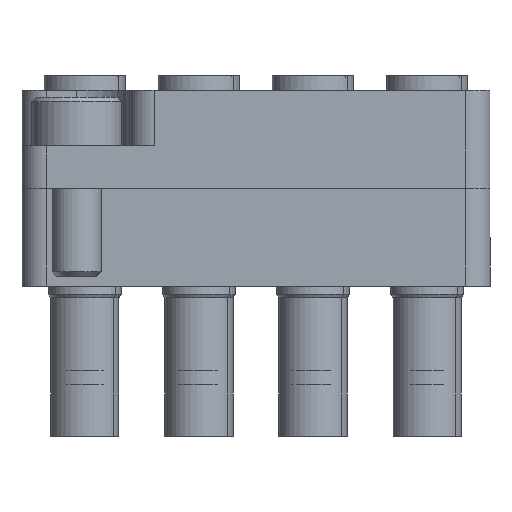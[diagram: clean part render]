
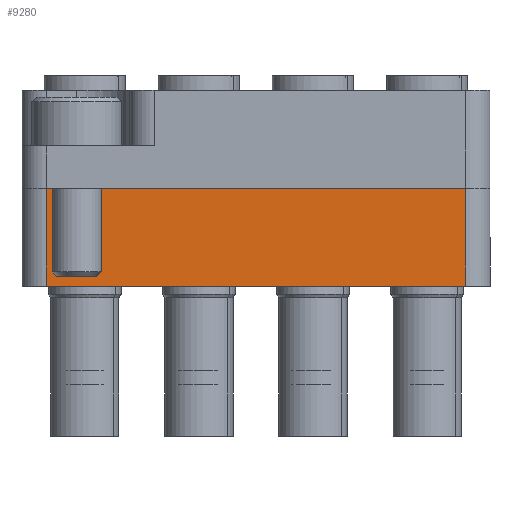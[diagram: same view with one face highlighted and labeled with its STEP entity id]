
A CAD part, front view. The second image highlights one B-rep face of the part: STEP entity #9280.
In plain terms, the highlighted face is planar.
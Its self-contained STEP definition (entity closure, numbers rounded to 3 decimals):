
#585 = CARTESIAN_POINT ( 'NONE',  ( 22., -6., 12.85 ) ) ;
#2296 = PLANE ( 'NONE',  #11955 ) ;
#2448 = ORIENTED_EDGE ( 'NONE', *, *, #4754, .T. ) ;
#2456 = DIRECTION ( 'NONE',  ( 0., 0., 1. ) ) ;
#2599 = CARTESIAN_POINT ( 'NONE',  ( 22., 0., -12.85 ) ) ;
#2768 = CARTESIAN_POINT ( 'NONE',  ( 22., 0., 12.85 ) ) ;
#3547 = LINE ( 'NONE', #585, #4320 ) ;
#3640 = CARTESIAN_POINT ( 'NONE',  ( 22., 0., 14.35 ) ) ;
#4239 = EDGE_LOOP ( 'NONE', ( #7178, #18612, #18295, #2448 ) ) ;
#4292 = DIRECTION ( 'NONE',  ( 0., 1., 0. ) ) ;
#4320 = VECTOR ( 'NONE', #19597, 1000. ) ;
#4754 = EDGE_CURVE ( 'NONE', #16839, #19877, #3547, .T. ) ;
#5288 = LINE ( 'NONE', #7185, #13357 ) ;
#6375 = VECTOR ( 'NONE', #8180, 1000. ) ;
#6420 = EDGE_CURVE ( 'NONE', #18820, #19877, #5288, .T. ) ;
#7178 = ORIENTED_EDGE ( 'NONE', *, *, #6420, .F. ) ;
#7185 = CARTESIAN_POINT ( 'NONE',  ( 22., -6., 14.35 ) ) ;
#8180 = DIRECTION ( 'NONE',  ( 0., 0., 1. ) ) ;
#8645 = CARTESIAN_POINT ( 'NONE',  ( 22., 0., -12.85 ) ) ;
#9280 = ADVANCED_FACE ( 'NONE', ( #17939 ), #2296, .F. ) ;
#10106 = VECTOR ( 'NONE', #4292, 1000. ) ;
#11955 = AXIS2_PLACEMENT_3D ( 'NONE', #13522, #14775, #14876 ) ;
#13357 = VECTOR ( 'NONE', #2456, 1000. ) ;
#13522 = CARTESIAN_POINT ( 'NONE',  ( 22., -6., 14.35 ) ) ;
#14172 = VERTEX_POINT ( 'NONE', #8645 ) ;
#14775 = DIRECTION ( 'NONE',  ( -1., 0., 0. ) ) ;
#14876 = DIRECTION ( 'NONE',  ( 0., 0., 1. ) ) ;
#16136 = CARTESIAN_POINT ( 'NONE',  ( 22., -6., -12.85 ) ) ;
#16505 = EDGE_CURVE ( 'NONE', #18820, #14172, #16985, .T. ) ;
#16839 = VERTEX_POINT ( 'NONE', #2768 ) ;
#16985 = LINE ( 'NONE', #2599, #10106 ) ;
#17939 = FACE_OUTER_BOUND ( 'NONE', #4239, .T. ) ;
#18005 = LINE ( 'NONE', #3640, #6375 ) ;
#18295 = ORIENTED_EDGE ( 'NONE', *, *, #18813, .T. ) ;
#18612 = ORIENTED_EDGE ( 'NONE', *, *, #16505, .T. ) ;
#18813 = EDGE_CURVE ( 'NONE', #14172, #16839, #18005, .T. ) ;
#18820 = VERTEX_POINT ( 'NONE', #16136 ) ;
#19302 = CARTESIAN_POINT ( 'NONE',  ( 22., -6., 12.85 ) ) ;
#19597 = DIRECTION ( 'NONE',  ( 0., -1., 0. ) ) ;
#19877 = VERTEX_POINT ( 'NONE', #19302 ) ;
